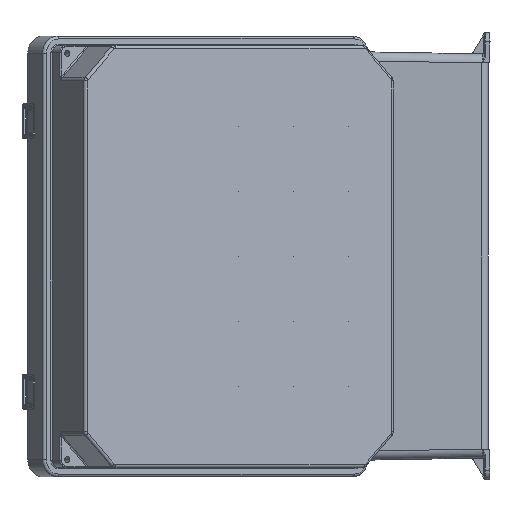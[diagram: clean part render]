
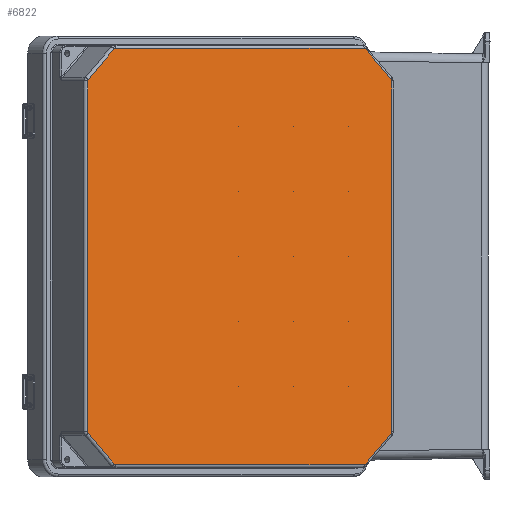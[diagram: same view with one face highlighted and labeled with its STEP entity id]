
A CAD part, left-side view. The second image highlights one B-rep face of the part: STEP entity #6822.
In plain terms, the highlighted face is planar.
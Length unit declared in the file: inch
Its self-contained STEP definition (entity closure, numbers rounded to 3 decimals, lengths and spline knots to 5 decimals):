
#15 = CARTESIAN_POINT ( 'NONE',  ( -5.09763, 3.24803, -0.42126 ) ) ;
#272 = DIRECTION ( 'NONE',  ( 0., -1., 0. ) ) ;
#414 = CIRCLE ( 'NONE', #6830, 0.07874 ) ;
#421 = AXIS2_PLACEMENT_3D ( 'NONE', #15140, #14471, #11119 ) ;
#548 = ORIENTED_EDGE ( 'NONE', *, *, #10107, .F. ) ;
#618 = VECTOR ( 'NONE', #32099, 39.37008 ) ;
#987 = DIRECTION ( 'NONE',  ( 1., 0., 0. ) ) ;
#1125 = CARTESIAN_POINT ( 'NONE',  ( 0., 3.24803, -0.32283 ) ) ;
#1298 = LINE ( 'NONE', #28528, #24292 ) ;
#1813 = VECTOR ( 'NONE', #42894, 39.37008 ) ;
#1922 = AXIS2_PLACEMENT_3D ( 'NONE', #9340, #8884, #1998 ) ;
#1929 = EDGE_CURVE ( 'NONE', #38352, #41794, #33733, .T. ) ;
#1998 = DIRECTION ( 'NONE',  ( 0., 0., 1. ) ) ;
#2277 = VERTEX_POINT ( 'NONE', #15 ) ;
#2557 = EDGE_CURVE ( 'NONE', #15615, #28849, #19358, .T. ) ;
#2718 = VECTOR ( 'NONE', #30397, 39.37008 ) ;
#2985 = CARTESIAN_POINT ( 'NONE',  ( -6.21316, 3.24803, -13.81078 ) ) ;
#3175 = VERTEX_POINT ( 'NONE', #29922 ) ;
#3179 = CARTESIAN_POINT ( 'NONE',  ( 5.09763, 3.24803, -14.8937 ) ) ;
#3293 = ORIENTED_EDGE ( 'NONE', *, *, #34399, .F. ) ;
#3556 = CARTESIAN_POINT ( 'NONE',  ( -5.09763, 3.24803, -0.5 ) ) ;
#3637 = DIRECTION ( 'NONE',  ( 0., 0., -1. ) ) ;
#3652 = VERTEX_POINT ( 'NONE', #27393 ) ;
#3659 = ORIENTED_EDGE ( 'NONE', *, *, #10312, .T. ) ;
#4437 = CARTESIAN_POINT ( 'NONE',  ( 6.23622, 3.24803, -13.75511 ) ) ;
#4474 = FACE_OUTER_BOUND ( 'NONE', #25101, .T. ) ;
#5556 = LINE ( 'NONE', #39221, #30561 ) ;
#5986 = DIRECTION ( 'NONE',  ( 0., 0., -1. ) ) ;
#6508 = EDGE_CURVE ( 'NONE', #41794, #15615, #18595, .T. ) ;
#6804 = ORIENTED_EDGE ( 'NONE', *, *, #21458, .T. ) ;
#6822 = ADVANCED_FACE ( 'NONE', ( #4474 ), #18075, .T. ) ;
#6830 = AXIS2_PLACEMENT_3D ( 'NONE', #10305, #33966, #3637 ) ;
#7067 = VECTOR ( 'NONE', #40218, 39.37008 ) ;
#7438 = CARTESIAN_POINT ( 'NONE',  ( 5.09763, 3.24803, -0.42126 ) ) ;
#7917 = AXIS2_PLACEMENT_3D ( 'NONE', #1125, #28587, #8240 ) ;
#7919 = CARTESIAN_POINT ( 'NONE',  ( 5.1533, 3.24803, -14.87064 ) ) ;
#8240 = DIRECTION ( 'NONE',  ( 0., 0., 1. ) ) ;
#8884 = DIRECTION ( 'NONE',  ( 0., 1., 0. ) ) ;
#9196 = CARTESIAN_POINT ( 'NONE',  ( 6.15748, 3.24803, -1.55985 ) ) ;
#9340 = CARTESIAN_POINT ( 'NONE',  ( 5.09763, 3.24803, -0.5 ) ) ;
#9431 = CARTESIAN_POINT ( 'NONE',  ( -6.21316, 3.24803, -1.50418 ) ) ;
#9483 = LINE ( 'NONE', #26235, #18078 ) ;
#9496 = CIRCLE ( 'NONE', #12370, 0.07874 ) ;
#10107 = EDGE_CURVE ( 'NONE', #3175, #23610, #37096, .T. ) ;
#10305 = CARTESIAN_POINT ( 'NONE',  ( -5.09763, 3.24803, -14.81496 ) ) ;
#10312 = EDGE_CURVE ( 'NONE', #38352, #25655, #414, .T. ) ;
#11104 = DIRECTION ( 'NONE',  ( 0., 0., 1. ) ) ;
#11119 = DIRECTION ( 'NONE',  ( 0., 0., -1. ) ) ;
#11755 = CARTESIAN_POINT ( 'NONE',  ( 6.21316, 3.24803, -1.50418 ) ) ;
#12370 = AXIS2_PLACEMENT_3D ( 'NONE', #37878, #27215, #40792 ) ;
#13248 = VERTEX_POINT ( 'NONE', #27465 ) ;
#14471 = DIRECTION ( 'NONE',  ( 0., 1., 0. ) ) ;
#14662 = CARTESIAN_POINT ( 'NONE',  ( -6.23622, 3.24803, -1.55985 ) ) ;
#14809 = CARTESIAN_POINT ( 'NONE',  ( 6.21316, 3.24803, -13.81078 ) ) ;
#14917 = ORIENTED_EDGE ( 'NONE', *, *, #40159, .T. ) ;
#15140 = CARTESIAN_POINT ( 'NONE',  ( -6.15748, 3.24803, -13.75511 ) ) ;
#15615 = VERTEX_POINT ( 'NONE', #7919 ) ;
#15960 = DIRECTION ( 'NONE',  ( 0., 0., 1. ) ) ;
#17156 = DIRECTION ( 'NONE',  ( 0., -1., 0. ) ) ;
#17384 = EDGE_CURVE ( 'NONE', #23610, #23636, #19905, .T. ) ;
#17545 = ORIENTED_EDGE ( 'NONE', *, *, #1929, .F. ) ;
#17982 = ORIENTED_EDGE ( 'NONE', *, *, #28171, .T. ) ;
#18075 = PLANE ( 'NONE',  #7917 ) ;
#18078 = VECTOR ( 'NONE', #29155, 39.37008 ) ;
#18595 = CIRCLE ( 'NONE', #39244, 0.07874 ) ;
#18925 = ORIENTED_EDGE ( 'NONE', *, *, #34419, .F. ) ;
#19358 = LINE ( 'NONE', #22952, #618 ) ;
#19905 = CIRCLE ( 'NONE', #20654, 0.07874 ) ;
#19909 = CARTESIAN_POINT ( 'NONE',  ( -6.21316, 3.24803, -13.81078 ) ) ;
#20351 = CARTESIAN_POINT ( 'NONE',  ( -6.15748, 3.24803, -1.55985 ) ) ;
#20654 = AXIS2_PLACEMENT_3D ( 'NONE', #20351, #272, #15960 ) ;
#21160 = CARTESIAN_POINT ( 'NONE',  ( -6.21316, 3.24803, -1.50418 ) ) ;
#21285 = CARTESIAN_POINT ( 'NONE',  ( 5.09763, 3.24803, -14.81496 ) ) ;
#21458 = EDGE_CURVE ( 'NONE', #38191, #37785, #1298, .T. ) ;
#22015 = CARTESIAN_POINT ( 'NONE',  ( 6.23622, 3.24803, -1.55985 ) ) ;
#22843 = DIRECTION ( 'NONE',  ( 0., 1., 0. ) ) ;
#22952 = CARTESIAN_POINT ( 'NONE',  ( 6.21316, 3.24803, -13.81078 ) ) ;
#23610 = VERTEX_POINT ( 'NONE', #21160 ) ;
#23636 = VERTEX_POINT ( 'NONE', #14662 ) ;
#24292 = VECTOR ( 'NONE', #31630, 39.37008 ) ;
#25101 = EDGE_LOOP ( 'NONE', ( #34226, #6804, #3293, #34903, #30208, #17545, #3659, #44098, #14917, #36693, #27957, #548, #18925, #17982, #34520, #39384 ) ) ;
#25655 = VERTEX_POINT ( 'NONE', #38761 ) ;
#26048 = CIRCLE ( 'NONE', #421, 0.07874 ) ;
#26235 = CARTESIAN_POINT ( 'NONE',  ( 6.21316, 3.24803, -1.50418 ) ) ;
#26617 = CIRCLE ( 'NONE', #41554, 0.07874 ) ;
#27215 = DIRECTION ( 'NONE',  ( 0., -1., 0. ) ) ;
#27393 = CARTESIAN_POINT ( 'NONE',  ( 5.09763, 3.24803, -0.42126 ) ) ;
#27465 = CARTESIAN_POINT ( 'NONE',  ( -6.23622, 3.24803, -13.75511 ) ) ;
#27795 = EDGE_CURVE ( 'NONE', #3652, #39578, #28296, .T. ) ;
#27957 = ORIENTED_EDGE ( 'NONE', *, *, #17384, .F. ) ;
#28171 = EDGE_CURVE ( 'NONE', #2277, #3652, #31770, .T. ) ;
#28296 = CIRCLE ( 'NONE', #1922, 0.07874 ) ;
#28528 = CARTESIAN_POINT ( 'NONE',  ( 6.23622, 3.24803, -7.65748 ) ) ;
#28587 = DIRECTION ( 'NONE',  ( 0., 1., 0. ) ) ;
#28849 = VERTEX_POINT ( 'NONE', #14809 ) ;
#29155 = DIRECTION ( 'NONE',  ( 0.707, 0., -0.707 ) ) ;
#29815 = CARTESIAN_POINT ( 'NONE',  ( -5.09763, 3.24803, -14.8937 ) ) ;
#29922 = CARTESIAN_POINT ( 'NONE',  ( -5.1533, 3.24803, -0.44432 ) ) ;
#30208 = ORIENTED_EDGE ( 'NONE', *, *, #6508, .F. ) ;
#30397 = DIRECTION ( 'NONE',  ( 1., 0., 0. ) ) ;
#30561 = VECTOR ( 'NONE', #5986, 39.37008 ) ;
#31026 = EDGE_CURVE ( 'NONE', #23636, #13248, #5556, .T. ) ;
#31369 = EDGE_CURVE ( 'NONE', #25655, #36237, #39550, .T. ) ;
#31630 = DIRECTION ( 'NONE',  ( 0., 0., -1. ) ) ;
#31770 = LINE ( 'NONE', #7438, #43271 ) ;
#32099 = DIRECTION ( 'NONE',  ( 0.707, 0., 0.707 ) ) ;
#32855 = CARTESIAN_POINT ( 'NONE',  ( 5.1533, 3.24803, -0.44432 ) ) ;
#33733 = LINE ( 'NONE', #3179, #2718 ) ;
#33966 = DIRECTION ( 'NONE',  ( 0., 1., 0. ) ) ;
#34226 = ORIENTED_EDGE ( 'NONE', *, *, #39637, .T. ) ;
#34399 = EDGE_CURVE ( 'NONE', #28849, #37785, #9496, .T. ) ;
#34419 = EDGE_CURVE ( 'NONE', #2277, #3175, #26617, .T. ) ;
#34520 = ORIENTED_EDGE ( 'NONE', *, *, #27795, .T. ) ;
#34650 = VERTEX_POINT ( 'NONE', #11755 ) ;
#34883 = DIRECTION ( 'NONE',  ( 0., 0., -1. ) ) ;
#34903 = ORIENTED_EDGE ( 'NONE', *, *, #2557, .F. ) ;
#35743 = DIRECTION ( 'NONE',  ( 0., -1., 0. ) ) ;
#36237 = VERTEX_POINT ( 'NONE', #19909 ) ;
#36693 = ORIENTED_EDGE ( 'NONE', *, *, #31026, .F. ) ;
#36937 = CARTESIAN_POINT ( 'NONE',  ( 5.09763, 3.24803, -14.8937 ) ) ;
#37096 = LINE ( 'NONE', #9431, #1813 ) ;
#37785 = VERTEX_POINT ( 'NONE', #4437 ) ;
#37878 = CARTESIAN_POINT ( 'NONE',  ( 6.15748, 3.24803, -13.75511 ) ) ;
#38191 = VERTEX_POINT ( 'NONE', #22015 ) ;
#38308 = EDGE_CURVE ( 'NONE', #39578, #34650, #9483, .T. ) ;
#38352 = VERTEX_POINT ( 'NONE', #29815 ) ;
#38761 = CARTESIAN_POINT ( 'NONE',  ( -5.1533, 3.24803, -14.87064 ) ) ;
#39221 = CARTESIAN_POINT ( 'NONE',  ( -6.23622, 3.24803, -7.65748 ) ) ;
#39244 = AXIS2_PLACEMENT_3D ( 'NONE', #21285, #35743, #34883 ) ;
#39384 = ORIENTED_EDGE ( 'NONE', *, *, #38308, .T. ) ;
#39534 = CIRCLE ( 'NONE', #43807, 0.07874 ) ;
#39550 = LINE ( 'NONE', #2985, #7067 ) ;
#39578 = VERTEX_POINT ( 'NONE', #32855 ) ;
#39637 = EDGE_CURVE ( 'NONE', #34650, #38191, #39534, .T. ) ;
#39987 = DIRECTION ( 'NONE',  ( 0., 0., 1. ) ) ;
#40159 = EDGE_CURVE ( 'NONE', #36237, #13248, #26048, .T. ) ;
#40218 = DIRECTION ( 'NONE',  ( -0.707, 0., 0.707 ) ) ;
#40792 = DIRECTION ( 'NONE',  ( 0., 0., -1. ) ) ;
#41554 = AXIS2_PLACEMENT_3D ( 'NONE', #3556, #17156, #11104 ) ;
#41794 = VERTEX_POINT ( 'NONE', #36937 ) ;
#42894 = DIRECTION ( 'NONE',  ( -0.707, 0., -0.707 ) ) ;
#43271 = VECTOR ( 'NONE', #987, 39.37008 ) ;
#43807 = AXIS2_PLACEMENT_3D ( 'NONE', #9196, #22843, #39987 ) ;
#44098 = ORIENTED_EDGE ( 'NONE', *, *, #31369, .T. ) ;
